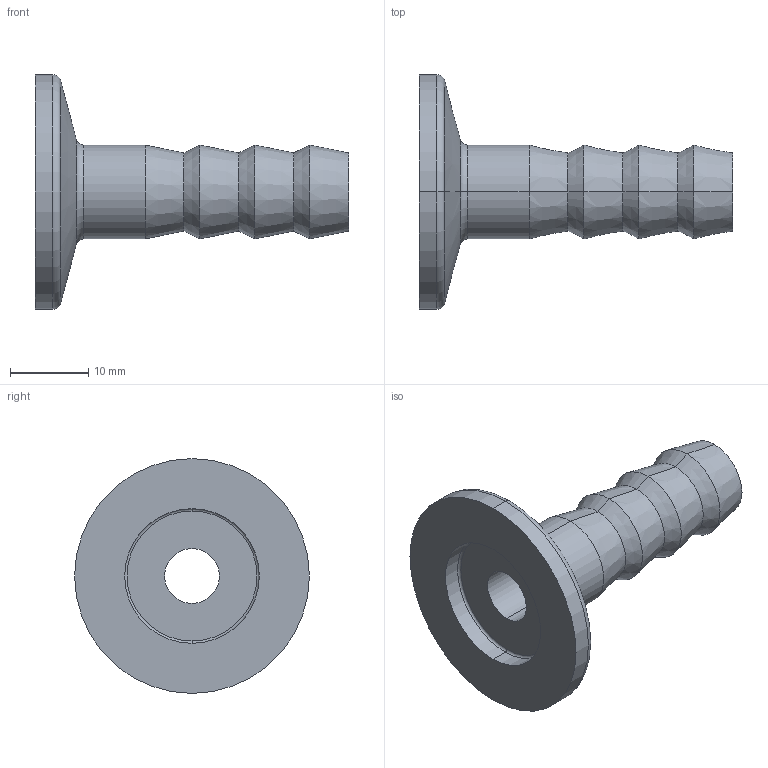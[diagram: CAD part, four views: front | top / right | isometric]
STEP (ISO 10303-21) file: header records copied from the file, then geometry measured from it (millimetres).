
FILE_DESCRIPTION (( 'STEP AP214' ), '1' );
FILE_NAME ('120ASC016-12.stp', '2017-07-10T12:06:50', ( '' ), ( '' ), 'SwSTEP 2.0', 'SolidWorks 2015', '' );
FILE_SCHEMA (( 'AUTOMOTIVE_DESIGN' ));
Length unit declared in the file: millimetre
Products named in the file (1): 120ASC016-12
Bounding box: 40 x 30 x 30 mm (x, y, z)
Volume: 4421.3 mm3; surface area: 3788.5 mm2
Topology: 1 solids, 1 shells, 33 faces, 66 edges, 36 vertices
Faces by surface type: cone 16, cylinder 8, torus 6, plane 3
Entity records: 888 total; most frequent: DIRECTION 176, CARTESIAN_POINT 136, ORIENTED_EDGE 132, AXIS2_PLACEMENT_3D 76, EDGE_CURVE 66, CIRCLE 42, EDGE_LOOP 36, VERTEX_POINT 36
